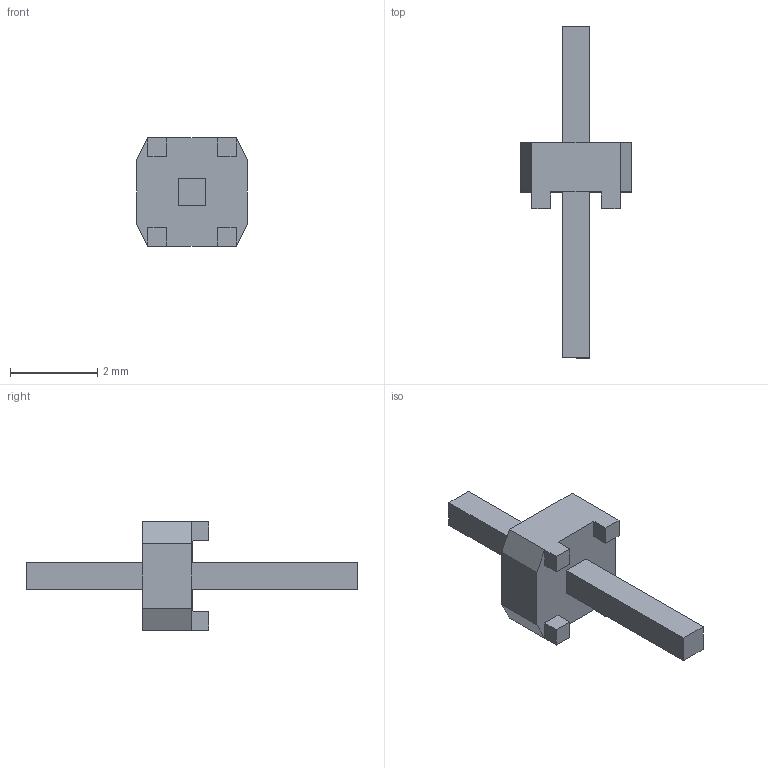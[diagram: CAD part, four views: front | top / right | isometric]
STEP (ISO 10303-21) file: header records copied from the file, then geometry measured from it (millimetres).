
FILE_DESCRIPTION(/* description */ ('STEP AP214'),/* implementation_level */ '2;1');
FILE_NAME(/* name */ 'TLW-101-06-T-S',/* time_stamp */ '2024-02-23T21:16:39+01:00',/* author */ ('License CC BY-ND 4.0'),/* organization */ ('CADENAS'),/* preprocessor_version */ 'ST-DEVELOPER v19.3',/* originating_system */ 'PARTsolutions',/* authorisation */ ' ');
FILE_SCHEMA (('AUTOMOTIVE_DESIGN {1 0 10303 214 3 1 1}'));
Length unit declared in the file: inch
Products named in the file (3): TLW-101-06-T-S; TLW-101-06-T-S_terminal; TLW-01-06-S0.3
Assembly tree (2 placements, depth 2):
  TLW-101-06-T-S
    TLW-101-06-T-S_terminal
    TLW-01-06-S0.3
Bounding box: 2.54 x 7.62 x 2.49 mm (x, y, z)
Volume: 9.9 mm3; surface area: 48.5 mm2
Topology: 2 solids, 2 shells, 46 faces, 116 edges, 76 vertices
Faces by surface type: plane 46
Entity records: 1430 total; most frequent: CARTESIAN_POINT 241, ORIENTED_EDGE 232, DIRECTION 214, EDGE_CURVE 116, LINE 116, VECTOR 116, VERTEX_POINT 76, EDGE_LOOP 50
